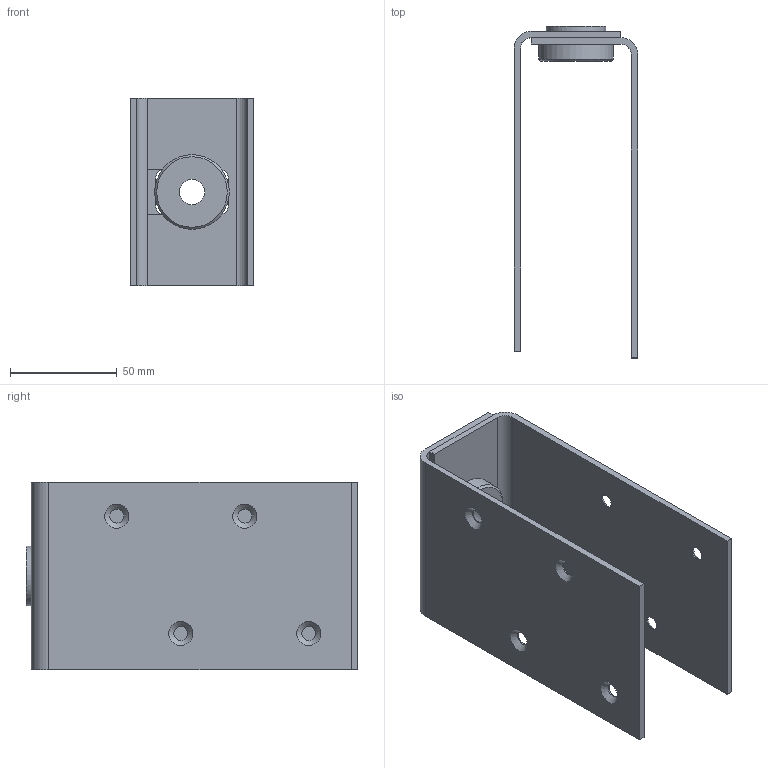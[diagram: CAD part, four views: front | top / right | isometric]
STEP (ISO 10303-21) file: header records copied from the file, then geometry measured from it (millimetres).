
FILE_DESCRIPTION((''),'2;1');
FILE_NAME('61.stp','2008-02-26T16:58:37',('Marc'),(''),'Autodesk Inventor 2008','Autodesk Inventor 2008','');
FILE_SCHEMA(('AUTOMOTIVE_DESIGN { 1 0 10303 214 1 1 1 1 }'));
Length unit declared in the file: millimetre
Products named in the file (4): 61; 14563; 14566; 15742
Assembly tree (4 placements, depth 2):
  61
    14563  x2
    14566
    15742
Bounding box: 58 x 155.5 x 88 mm (x, y, z)
Volume: 106629.6 mm3; surface area: 73560.9 mm2
Topology: 4 solids, 4 shells, 62 faces, 159 edges, 106 vertices
Faces by surface type: plane 31, cylinder 13, cone 9, bspline 9
Full cylindrical faces by diameter (mm): 14.2 x1, 28 x1, 35 x1
Entity records: 1236 total; most frequent: CARTESIAN_POINT 263, DIRECTION 190, ORIENTED_EDGE 150, EDGE_CURVE 75, AXIS2_PLACEMENT_3D 74, EDGE_LOOP 64, VERTEX_POINT 57, VECTOR 42
